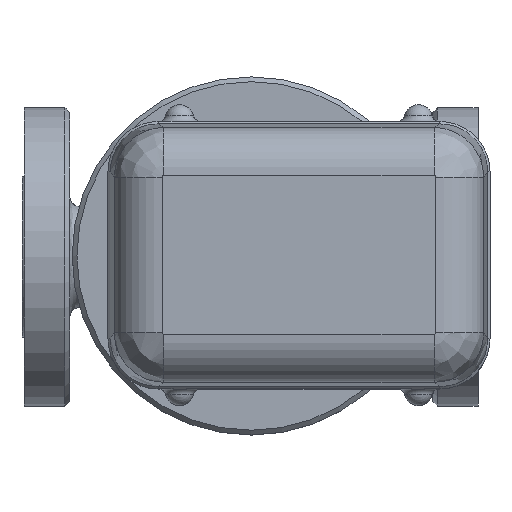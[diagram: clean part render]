
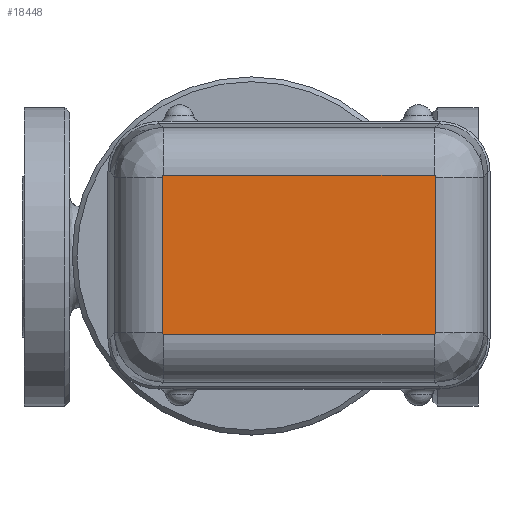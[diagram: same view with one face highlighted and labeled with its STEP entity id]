
A CAD part, top view. The second image highlights one B-rep face of the part: STEP entity #18448.
In plain terms, the highlighted planar face has unit normal (0, 0, 1).
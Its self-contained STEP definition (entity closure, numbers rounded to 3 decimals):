
#620=LINE('',#28231,#1695);
#622=LINE('',#28387,#1697);
#623=LINE('',#28392,#1698);
#625=LINE('',#28554,#1700);
#1695=VECTOR('',#22093,113.105);
#1697=VECTOR('',#22103,65.105);
#1698=VECTOR('',#22108,65.105);
#1700=VECTOR('',#22116,113.105);
#2720=B_SPLINE_CURVE_WITH_KNOTS('',3,(#28289,#28290,#28291,#28292,#28293,
#28294,#28295,#28296),.UNSPECIFIED.,.F.,.F.,(4,1,1,1,1,4),(0.,0.017,
0.034,0.069,0.103,0.12),
 .UNSPECIFIED.);
#2722=B_SPLINE_CURVE_WITH_KNOTS('',3,(#28366,#28367,#28368,#28369,#28370,
#28371,#28372,#28373),.UNSPECIFIED.,.F.,.F.,(4,1,1,1,1,4),(0.,0.017,
0.052,0.086,0.103,0.12),
 .UNSPECIFIED.);
#2724=B_SPLINE_CURVE_WITH_KNOTS('',3,(#28451,#28452,#28453,#28454,#28455,
#28456,#28457,#28458),.UNSPECIFIED.,.F.,.F.,(4,1,1,1,1,4),(0.,0.017,
0.034,0.069,0.103,0.12),
 .UNSPECIFIED.);
#2726=B_SPLINE_CURVE_WITH_KNOTS('',3,(#28535,#28536,#28537,#28538,#28539,
#28540,#28541,#28542,#28543),.UNSPECIFIED.,.F.,.F.,(4,1,1,1,1,1,4),(0.,
0.017,0.034,0.052,0.069,
0.103,0.12),.UNSPECIFIED.);
#4028=FACE_OUTER_BOUND('',#5308,.T.);
#5308=EDGE_LOOP('',(#12667,#12668,#12669,#12670,#12671,#12672,#12673,#12674));
#7869=VERTEX_POINT('',#28224);
#7872=VERTEX_POINT('',#28229);
#7873=VERTEX_POINT('',#28288);
#7876=VERTEX_POINT('',#28364);
#7877=VERTEX_POINT('',#28383);
#7880=VERTEX_POINT('',#28390);
#7881=VERTEX_POINT('',#28450);
#7884=VERTEX_POINT('',#28533);
#9696=EDGE_CURVE('',#7872,#7869,#620,.T.);
#9697=EDGE_CURVE('',#7869,#7873,#2720,.T.);
#9701=EDGE_CURVE('',#7876,#7872,#2722,.T.);
#9705=EDGE_CURVE('',#7873,#7877,#622,.T.);
#9707=EDGE_CURVE('',#7880,#7876,#623,.T.);
#9709=EDGE_CURVE('',#7877,#7881,#2724,.T.);
#9713=EDGE_CURVE('',#7884,#7880,#2726,.T.);
#9715=EDGE_CURVE('',#7881,#7884,#625,.T.);
#12667=ORIENTED_EDGE('',*,*,#9696,.F.);
#12668=ORIENTED_EDGE('',*,*,#9701,.F.);
#12669=ORIENTED_EDGE('',*,*,#9707,.F.);
#12670=ORIENTED_EDGE('',*,*,#9713,.F.);
#12671=ORIENTED_EDGE('',*,*,#9715,.F.);
#12672=ORIENTED_EDGE('',*,*,#9709,.F.);
#12673=ORIENTED_EDGE('',*,*,#9705,.F.);
#12674=ORIENTED_EDGE('',*,*,#9697,.F.);
#17895=PLANE('',#19786);
#18448=ADVANCED_FACE('',(#4028),#17895,.T.);
#19786=AXIS2_PLACEMENT_3D('',#28634,#22131,#22132);
#22093=DIRECTION('',(-1.,0.,0.));
#22103=DIRECTION('',(0.,1.,0.));
#22108=DIRECTION('',(0.,-1.,0.));
#22116=DIRECTION('',(1.,0.,0.));
#22131=DIRECTION('center_axis',(0.,0.,
1.));
#22132=DIRECTION('ref_axis',(1.,0.,0.));
#28224=CARTESIAN_POINT('',(-36.552,-33.324,554.5));
#28229=CARTESIAN_POINT('',(76.552,-33.324,554.5));
#28231=CARTESIAN_POINT('',(-9.5,-33.324,554.5));
#28288=CARTESIAN_POINT('',(-37.324,-32.552,554.5));
#28289=CARTESIAN_POINT('Ctrl Pts',(-36.552,-33.324,
554.5));
#28290=CARTESIAN_POINT('Ctrl Pts',(-36.61,-33.324,
554.5));
#28291=CARTESIAN_POINT('Ctrl Pts',(-36.726,-33.311,
554.5));
#28292=CARTESIAN_POINT('Ctrl Pts',(-36.944,-33.233,
554.5));
#28293=CARTESIAN_POINT('Ctrl Pts',(-37.175,-33.048,
554.5));
#28294=CARTESIAN_POINT('Ctrl Pts',(-37.305,-32.782,
554.5));
#28295=CARTESIAN_POINT('Ctrl Pts',(-37.324,-32.61,
554.5));
#28296=CARTESIAN_POINT('Ctrl Pts',(-37.324,-32.552,
554.5));
#28364=CARTESIAN_POINT('',(77.324,-32.552,554.5));
#28366=CARTESIAN_POINT('Ctrl Pts',(77.324,-32.552,554.5));
#28367=CARTESIAN_POINT('Ctrl Pts',(77.324,-32.61,554.5));
#28368=CARTESIAN_POINT('Ctrl Pts',(77.305,-32.782,554.5));
#28369=CARTESIAN_POINT('Ctrl Pts',(77.175,-33.048,554.5));
#28370=CARTESIAN_POINT('Ctrl Pts',(76.944,-33.233,554.5));
#28371=CARTESIAN_POINT('Ctrl Pts',(76.726,-33.311,554.5));
#28372=CARTESIAN_POINT('Ctrl Pts',(76.61,-33.324,554.5));
#28373=CARTESIAN_POINT('Ctrl Pts',(76.552,-33.324,554.5));
#28383=CARTESIAN_POINT('',(-37.324,32.552,554.5));
#28387=CARTESIAN_POINT('',(-37.324,17.5,554.5));
#28390=CARTESIAN_POINT('',(77.324,32.552,554.5));
#28392=CARTESIAN_POINT('',(77.324,-17.5,554.5));
#28450=CARTESIAN_POINT('',(-36.552,33.324,554.5));
#28451=CARTESIAN_POINT('Ctrl Pts',(-37.324,32.552,554.5));
#28452=CARTESIAN_POINT('Ctrl Pts',(-37.324,32.61,554.5));
#28453=CARTESIAN_POINT('Ctrl Pts',(-37.311,32.726,554.5));
#28454=CARTESIAN_POINT('Ctrl Pts',(-37.233,32.944,554.5));
#28455=CARTESIAN_POINT('Ctrl Pts',(-37.048,33.175,554.5));
#28456=CARTESIAN_POINT('Ctrl Pts',(-36.782,33.305,554.5));
#28457=CARTESIAN_POINT('Ctrl Pts',(-36.61,33.324,554.5));
#28458=CARTESIAN_POINT('Ctrl Pts',(-36.552,33.324,554.5));
#28533=CARTESIAN_POINT('',(76.552,33.324,554.5));
#28535=CARTESIAN_POINT('Ctrl Pts',(76.552,33.324,554.5));
#28536=CARTESIAN_POINT('Ctrl Pts',(76.61,33.324,554.5));
#28537=CARTESIAN_POINT('Ctrl Pts',(76.725,33.311,554.5));
#28538=CARTESIAN_POINT('Ctrl Pts',(76.888,33.253,554.5));
#28539=CARTESIAN_POINT('Ctrl Pts',(77.036,33.159,554.5));
#28540=CARTESIAN_POINT('Ctrl Pts',(77.2,32.996,554.5));
#28541=CARTESIAN_POINT('Ctrl Pts',(77.304,32.783,554.5));
#28542=CARTESIAN_POINT('Ctrl Pts',(77.324,32.61,554.5));
#28543=CARTESIAN_POINT('Ctrl Pts',(77.324,32.552,554.5));
#28554=CARTESIAN_POINT('',(49.5,33.324,554.5));
#28634=CARTESIAN_POINT('Origin',(20.,0.,554.5));
